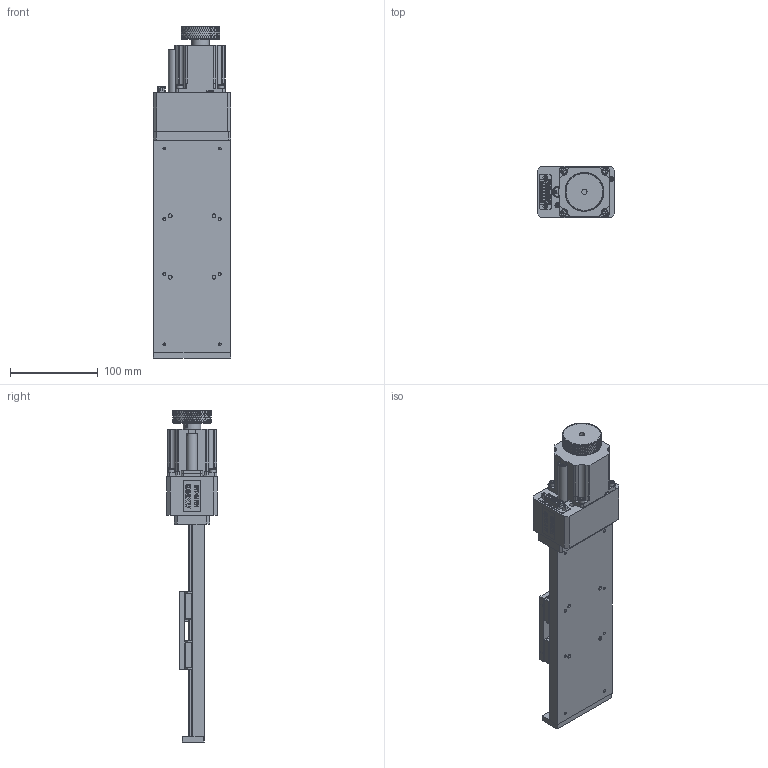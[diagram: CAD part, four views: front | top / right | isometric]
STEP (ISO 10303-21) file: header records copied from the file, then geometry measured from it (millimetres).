
FILE_DESCRIPTION(('FreeCAD Model'),'2;1');
FILE_NAME('Open CASCADE Shape Model','2025-04-17T14:22:10',('FreeCAD'),( 'FreeCAD'),'Open CASCADE STEP processor 7.6','FreeCAD','Unknown');
FILE_SCHEMA(('AUTOMOTIVE_DESIGN { 1 0 10303 214 1 1 1 1 }'));
Products named in the file (1): Open CASCADE STEP translator 7.6 1
Bounding box: 88.1 x 58 x 378 mm (x, y, z)
Volume: 2879.7 mm3; surface area: 169005.5 mm2
Topology: 142 solids, 143 shells, 3873 faces, 10554 edges, 7077 vertices
Faces by surface type: plane 1484, bspline 1047, cylinder 997, cone 184, torus 145, sphere 16
Full cylindrical faces by diameter (mm): 1 x12, 1.5 x27, 1.567 x4, 1.754 x4, 2 x4, 2.013 x8, 2.1 x2, 2.25 x4, 2.459 x65, 2.5 x2, 2.8 x1, 3 x53, 3.1 x4, 3.242 x21, 3.5 x45, 4 x4, 4.5 x5, 5 x6, 5.5 x45, 5.7 x2, 6 x43, 6.2 x1, 6.35 x3, 6.459 x2, 7 x8, 7.5 x4, 8 x2, 9 x1, 10 x1, 10.84 x4
Entity records: 176198 total; most frequent: CARTESIAN_POINT 90446, ORIENTED_EDGE 20792, DIRECTION 12777, EDGE_CURVE 10399, VERTEX_POINT 7061, B_SPLINE_CURVE_WITH_KNOTS 5428, AXIS2_PLACEMENT_3D 5081, FACE_BOUND 4342
